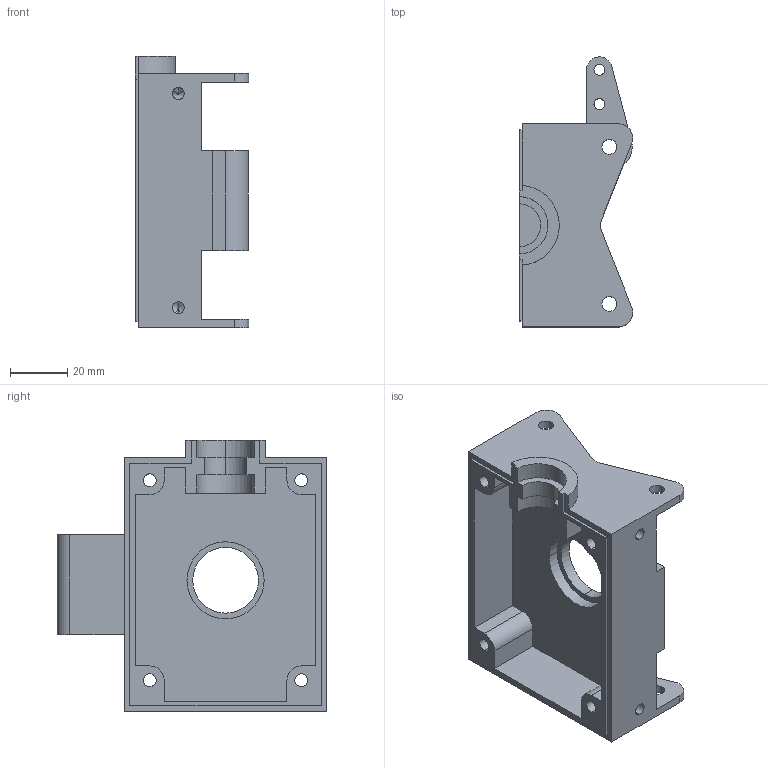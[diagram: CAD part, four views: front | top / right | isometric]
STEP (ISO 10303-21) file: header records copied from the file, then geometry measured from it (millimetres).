
FILE_DESCRIPTION (( 'STEP AP203' ), '1' );
FILE_NAME ('后中央差速器桥壳右(数量1，3.8处攻M4螺纹从两头向中间攻共4处，4.2处攻M5螺纹共4处，20为轴承位共2处，27为轴承位共1处）.STEP', '2021-09-16T05:27:39', ( '' ), ( '' ), 'SwSTEP 2.0', 'SolidWorks 2018', '' );
FILE_SCHEMA (( 'CONFIG_CONTROL_DESIGN' ));
Length unit declared in the file: millimetre
Products named in the file (1): 后中央差速器桥壳右(数量1，3.8处攻M4螺纹从两头向中间攻共4处，4.2处攻M5螺纹共4处，20为轴承位共2处，27为轴承位共1处）
Bounding box: 39.65 x 94.5 x 95 mm (x, y, z)
Volume: 80407.1 mm3; surface area: 36315.5 mm2
Topology: 1 solids, 1 shells, 123 faces, 368 edges, 240 vertices
Faces by surface type: cylinder 63, plane 52, cone 8
Entity records: 4477 total; most frequent: CARTESIAN_POINT 988, ORIENTED_EDGE 720, DIRECTION 710, EDGE_CURVE 360, AXIS2_PLACEMENT_3D 250, VERTEX_POINT 240, VECTOR 210, LINE 210
